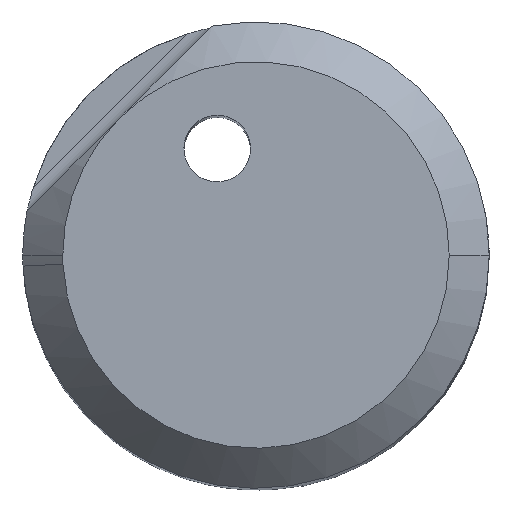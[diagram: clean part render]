
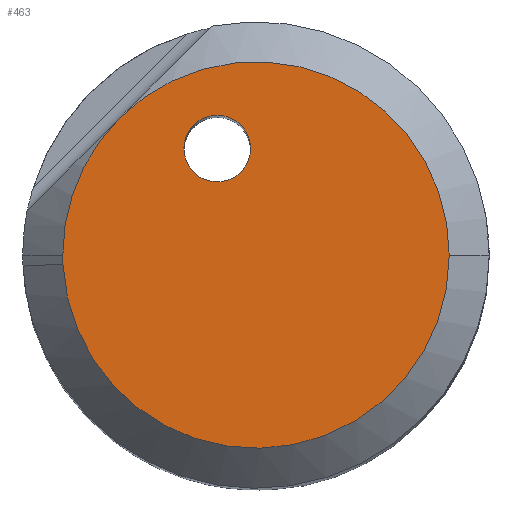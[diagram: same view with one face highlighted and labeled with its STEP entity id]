
A CAD part, top view. The second image highlights one B-rep face of the part: STEP entity #463.
In plain terms, the highlighted planar face has unit normal (0, 0, 1).
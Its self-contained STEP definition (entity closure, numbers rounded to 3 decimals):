
#189=AXIS2_PLACEMENT_3D('Circle Axis2P3D',#187,#188,$) ;
#400=AXIS2_PLACEMENT_3D('Circle Axis2P3D',#398,#399,$) ;
#425=AXIS2_PLACEMENT_3D('Plane Axis2P3D',#422,#423,#424) ;
#429=AXIS2_PLACEMENT_3D('Circle Axis2P3D',#427,#428,$) ;
#436=AXIS2_PLACEMENT_3D('Circle Axis2P3D',#434,#435,$) ;
#447=AXIS2_PLACEMENT_3D('Circle Axis2P3D',#445,#446,$) ;
#456=AXIS2_PLACEMENT_3D('Circle Axis2P3D',#454,#455,$) ;
#184=CARTESIAN_POINT('Vertex',(-2.9,0.,0.)) ;
#187=CARTESIAN_POINT('Axis2P3D Location',(0.,0.,0.)) ;
#191=CARTESIAN_POINT('Vertex',(-2.051,2.051,0.)) ;
#393=CARTESIAN_POINT('Vertex',(-2.897,-0.137,0.)) ;
#398=CARTESIAN_POINT('Axis2P3D Location',(0.,0.,0.)) ;
#422=CARTESIAN_POINT('Axis2P3D Location',(0.,0.,0.)) ;
#427=CARTESIAN_POINT('Axis2P3D Location',(0.,0.,0.)) ;
#431=CARTESIAN_POINT('Vertex',(2.9,0.,0.)) ;
#434=CARTESIAN_POINT('Axis2P3D Location',(0.,0.,0.)) ;
#445=CARTESIAN_POINT('Axis2P3D Location',(-0.581,1.597,0.)) ;
#449=CARTESIAN_POINT('Vertex',(-1.081,1.609,0.)) ;
#451=CARTESIAN_POINT('Vertex',(-0.082,1.586,0.)) ;
#454=CARTESIAN_POINT('Axis2P3D Location',(-0.581,1.597,0.)) ;
#188=DIRECTION('Axis2P3D Direction',(0.,0.,-1.)) ;
#399=DIRECTION('Axis2P3D Direction',(0.,0.,-1.)) ;
#423=DIRECTION('Axis2P3D Direction',(0.,0.,-1.)) ;
#424=DIRECTION('Axis2P3D XDirection',(-1.,0.,0.)) ;
#428=DIRECTION('Axis2P3D Direction',(0.,0.,-1.)) ;
#435=DIRECTION('Axis2P3D Direction',(0.,0.,-1.)) ;
#446=DIRECTION('Axis2P3D Direction',(0.,0.,-1.)) ;
#455=DIRECTION('Axis2P3D Direction',(0.,0.,-1.)) ;
#440=ORIENTED_EDGE('',*,*,#433,.F.) ;
#441=ORIENTED_EDGE('',*,*,#193,.F.) ;
#442=ORIENTED_EDGE('',*,*,#402,.F.) ;
#443=ORIENTED_EDGE('',*,*,#438,.F.) ;
#460=ORIENTED_EDGE('',*,*,#453,.T.) ;
#461=ORIENTED_EDGE('',*,*,#458,.T.) ;
#462=FACE_BOUND('',#459,.T.) ;
#463=ADVANCED_FACE('NOCUT',(#444,#462),#426,.F.) ;
#190=CIRCLE('generated circle',#189,2.9) ;
#401=CIRCLE('generated circle',#400,2.9) ;
#430=CIRCLE('generated circle',#429,2.9) ;
#437=CIRCLE('generated circle',#436,2.9) ;
#448=CIRCLE('generated circle',#447,0.5) ;
#457=CIRCLE('generated circle',#456,0.5) ;
#193=EDGE_CURVE('',#185,#192,#190,.T.) ;
#402=EDGE_CURVE('',#394,#185,#401,.T.) ;
#433=EDGE_CURVE('',#192,#432,#430,.T.) ;
#438=EDGE_CURVE('',#432,#394,#437,.T.) ;
#453=EDGE_CURVE('',#450,#452,#448,.T.) ;
#458=EDGE_CURVE('',#452,#450,#457,.T.) ;
#439=EDGE_LOOP('',(#440,#441,#442,#443)) ;
#459=EDGE_LOOP('',(#460,#461)) ;
#444=FACE_OUTER_BOUND('',#439,.T.) ;
#426=PLANE('',#425) ;
#185=VERTEX_POINT('',#184) ;
#192=VERTEX_POINT('',#191) ;
#394=VERTEX_POINT('',#393) ;
#432=VERTEX_POINT('',#431) ;
#450=VERTEX_POINT('',#449) ;
#452=VERTEX_POINT('',#451) ;
